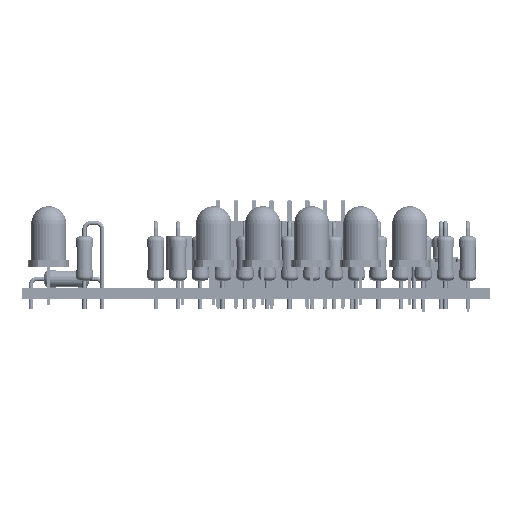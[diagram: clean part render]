
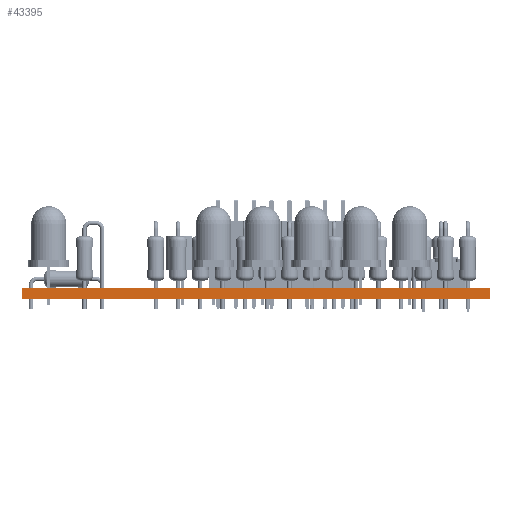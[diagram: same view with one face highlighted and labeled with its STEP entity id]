
A CAD part, left-side view. The second image highlights one B-rep face of the part: STEP entity #43395.
In plain terms, the highlighted planar face has unit normal (-1, 0, 0).
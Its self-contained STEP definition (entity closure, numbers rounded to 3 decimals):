
#43214 = PLANE('',#43215);
#43215 = AXIS2_PLACEMENT_3D('',#43216,#43217,#43218);
#43216 = CARTESIAN_POINT('',(258.445,-104.14,0.));
#43217 = DIRECTION('',(0.,-1.,0.));
#43218 = DIRECTION('',(-1.,0.,0.));
#43239 = VERTEX_POINT('',#43240);
#43240 = CARTESIAN_POINT('',(190.5,-104.14,1.6));
#43254 = PLANE('',#43255);
#43255 = AXIS2_PLACEMENT_3D('',#43256,#43257,#43258);
#43256 = CARTESIAN_POINT('',(224.473,-137.478,1.6));
#43257 = DIRECTION('',(0.,0.,1.));
#43258 = DIRECTION('',(1.,0.,-0.));
#43266 = EDGE_CURVE('',#43267,#43239,#43269,.T.);
#43267 = VERTEX_POINT('',#43268);
#43268 = CARTESIAN_POINT('',(190.5,-104.14,0.));
#43269 = SURFACE_CURVE('',#43270,(#43274,#43281),.PCURVE_S1.);
#43270 = LINE('',#43271,#43272);
#43271 = CARTESIAN_POINT('',(190.5,-104.14,0.));
#43272 = VECTOR('',#43273,1.);
#43273 = DIRECTION('',(0.,0.,1.));
#43274 = PCURVE('',#43214,#43275);
#43275 = DEFINITIONAL_REPRESENTATION('',(#43276),#43280);
#43276 = LINE('',#43277,#43278);
#43277 = CARTESIAN_POINT('',(67.945,0.));
#43278 = VECTOR('',#43279,1.);
#43279 = DIRECTION('',(0.,-1.));
#43280 = ( GEOMETRIC_REPRESENTATION_CONTEXT(2) 
PARAMETRIC_REPRESENTATION_CONTEXT() REPRESENTATION_CONTEXT('2D SPACE',''
  ) );
#43281 = PCURVE('',#43282,#43287);
#43282 = PLANE('',#43283);
#43283 = AXIS2_PLACEMENT_3D('',#43284,#43285,#43286);
#43284 = CARTESIAN_POINT('',(190.5,-104.14,0.));
#43285 = DIRECTION('',(1.,0.,-0.));
#43286 = DIRECTION('',(0.,-1.,0.));
#43287 = DEFINITIONAL_REPRESENTATION('',(#43288),#43292);
#43288 = LINE('',#43289,#43290);
#43289 = CARTESIAN_POINT('',(0.,0.));
#43290 = VECTOR('',#43291,1.);
#43291 = DIRECTION('',(0.,-1.));
#43292 = ( GEOMETRIC_REPRESENTATION_CONTEXT(2) 
PARAMETRIC_REPRESENTATION_CONTEXT() REPRESENTATION_CONTEXT('2D SPACE',''
  ) );
#43308 = PLANE('',#43309);
#43309 = AXIS2_PLACEMENT_3D('',#43310,#43311,#43312);
#43310 = CARTESIAN_POINT('',(224.473,-137.478,0.));
#43311 = DIRECTION('',(0.,0.,1.));
#43312 = DIRECTION('',(1.,0.,-0.));
#43341 = PLANE('',#43342);
#43342 = AXIS2_PLACEMENT_3D('',#43343,#43344,#43345);
#43343 = CARTESIAN_POINT('',(190.5,-170.815,0.));
#43344 = DIRECTION('',(0.,1.,0.));
#43345 = DIRECTION('',(1.,0.,0.));
#43395 = ADVANCED_FACE('',(#43396),#43282,.F.);
#43396 = FACE_BOUND('',#43397,.F.);
#43397 = EDGE_LOOP('',(#43398,#43399,#43422,#43445));
#43398 = ORIENTED_EDGE('',*,*,#43266,.T.);
#43399 = ORIENTED_EDGE('',*,*,#43400,.T.);
#43400 = EDGE_CURVE('',#43239,#43401,#43403,.T.);
#43401 = VERTEX_POINT('',#43402);
#43402 = CARTESIAN_POINT('',(190.5,-170.815,1.6));
#43403 = SURFACE_CURVE('',#43404,(#43408,#43415),.PCURVE_S1.);
#43404 = LINE('',#43405,#43406);
#43405 = CARTESIAN_POINT('',(190.5,-104.14,1.6));
#43406 = VECTOR('',#43407,1.);
#43407 = DIRECTION('',(0.,-1.,0.));
#43408 = PCURVE('',#43282,#43409);
#43409 = DEFINITIONAL_REPRESENTATION('',(#43410),#43414);
#43410 = LINE('',#43411,#43412);
#43411 = CARTESIAN_POINT('',(0.,-1.6));
#43412 = VECTOR('',#43413,1.);
#43413 = DIRECTION('',(1.,0.));
#43414 = ( GEOMETRIC_REPRESENTATION_CONTEXT(2) 
PARAMETRIC_REPRESENTATION_CONTEXT() REPRESENTATION_CONTEXT('2D SPACE',''
  ) );
#43415 = PCURVE('',#43254,#43416);
#43416 = DEFINITIONAL_REPRESENTATION('',(#43417),#43421);
#43417 = LINE('',#43418,#43419);
#43418 = CARTESIAN_POINT('',(-33.973,33.338));
#43419 = VECTOR('',#43420,1.);
#43420 = DIRECTION('',(0.,-1.));
#43421 = ( GEOMETRIC_REPRESENTATION_CONTEXT(2) 
PARAMETRIC_REPRESENTATION_CONTEXT() REPRESENTATION_CONTEXT('2D SPACE',''
  ) );
#43422 = ORIENTED_EDGE('',*,*,#43423,.F.);
#43423 = EDGE_CURVE('',#43424,#43401,#43426,.T.);
#43424 = VERTEX_POINT('',#43425);
#43425 = CARTESIAN_POINT('',(190.5,-170.815,0.));
#43426 = SURFACE_CURVE('',#43427,(#43431,#43438),.PCURVE_S1.);
#43427 = LINE('',#43428,#43429);
#43428 = CARTESIAN_POINT('',(190.5,-170.815,0.));
#43429 = VECTOR('',#43430,1.);
#43430 = DIRECTION('',(0.,0.,1.));
#43431 = PCURVE('',#43282,#43432);
#43432 = DEFINITIONAL_REPRESENTATION('',(#43433),#43437);
#43433 = LINE('',#43434,#43435);
#43434 = CARTESIAN_POINT('',(66.675,0.));
#43435 = VECTOR('',#43436,1.);
#43436 = DIRECTION('',(0.,-1.));
#43437 = ( GEOMETRIC_REPRESENTATION_CONTEXT(2) 
PARAMETRIC_REPRESENTATION_CONTEXT() REPRESENTATION_CONTEXT('2D SPACE',''
  ) );
#43438 = PCURVE('',#43341,#43439);
#43439 = DEFINITIONAL_REPRESENTATION('',(#43440),#43444);
#43440 = LINE('',#43441,#43442);
#43441 = CARTESIAN_POINT('',(0.,0.));
#43442 = VECTOR('',#43443,1.);
#43443 = DIRECTION('',(0.,-1.));
#43444 = ( GEOMETRIC_REPRESENTATION_CONTEXT(2) 
PARAMETRIC_REPRESENTATION_CONTEXT() REPRESENTATION_CONTEXT('2D SPACE',''
  ) );
#43445 = ORIENTED_EDGE('',*,*,#43446,.F.);
#43446 = EDGE_CURVE('',#43267,#43424,#43447,.T.);
#43447 = SURFACE_CURVE('',#43448,(#43452,#43459),.PCURVE_S1.);
#43448 = LINE('',#43449,#43450);
#43449 = CARTESIAN_POINT('',(190.5,-104.14,0.));
#43450 = VECTOR('',#43451,1.);
#43451 = DIRECTION('',(0.,-1.,0.));
#43452 = PCURVE('',#43282,#43453);
#43453 = DEFINITIONAL_REPRESENTATION('',(#43454),#43458);
#43454 = LINE('',#43455,#43456);
#43455 = CARTESIAN_POINT('',(0.,0.));
#43456 = VECTOR('',#43457,1.);
#43457 = DIRECTION('',(1.,0.));
#43458 = ( GEOMETRIC_REPRESENTATION_CONTEXT(2) 
PARAMETRIC_REPRESENTATION_CONTEXT() REPRESENTATION_CONTEXT('2D SPACE',''
  ) );
#43459 = PCURVE('',#43308,#43460);
#43460 = DEFINITIONAL_REPRESENTATION('',(#43461),#43465);
#43461 = LINE('',#43462,#43463);
#43462 = CARTESIAN_POINT('',(-33.973,33.338));
#43463 = VECTOR('',#43464,1.);
#43464 = DIRECTION('',(0.,-1.));
#43465 = ( GEOMETRIC_REPRESENTATION_CONTEXT(2) 
PARAMETRIC_REPRESENTATION_CONTEXT() REPRESENTATION_CONTEXT('2D SPACE',''
  ) );
